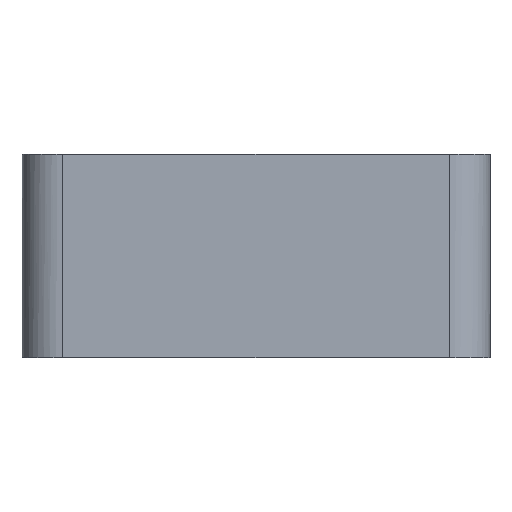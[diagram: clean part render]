
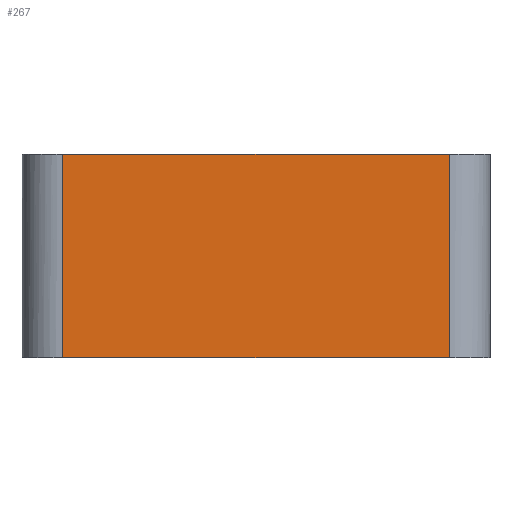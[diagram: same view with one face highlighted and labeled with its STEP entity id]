
A CAD part, left-side view. The second image highlights one B-rep face of the part: STEP entity #267.
In plain terms, the highlighted free-form (B-spline) face has degree [1, 1] with [2, 2] control points.
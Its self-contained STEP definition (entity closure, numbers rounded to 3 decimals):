
#45 = CARTESIAN_POINT ( 'NONE',  ( -58.155, 87.335, 50. ) ) ;
#72 = CARTESIAN_POINT ( 'NONE',  ( -58.155, -7.665, 0. ) ) ;
#80 = CARTESIAN_POINT ( 'NONE',  ( -58.155, -7.665, 0. ) ) ;
#93 = B_SPLINE_CURVE_WITH_KNOTS ( 'NONE', 1,
 ( #572, #116 ),
 .UNSPECIFIED., .F., .F.,
 ( 2, 2 ),
 ( 0., 1. ),
 .UNSPECIFIED. ) ;
#97 = EDGE_CURVE ( 'NONE', #247, #634, #93, .T. ) ;
#98 = ORIENTED_EDGE ( 'NONE', *, *, #612, .F. ) ;
#116 = CARTESIAN_POINT ( 'NONE',  ( -58.155, -7.665, 50. ) ) ;
#164 = CARTESIAN_POINT ( 'NONE',  ( -58.155, 87.335, 0. ) ) ;
#185 = B_SPLINE_CURVE_WITH_KNOTS ( 'NONE', 1,
 ( #643, #72 ),
 .UNSPECIFIED., .F., .F.,
 ( 2, 2 ),
 ( -1., 0. ),
 .UNSPECIFIED. ) ;
#208 = FACE_OUTER_BOUND ( 'NONE', #282, .T. ) ;
#218 = CARTESIAN_POINT ( 'NONE',  ( -58.155, 87.335, 0. ) ) ;
#247 = VERTEX_POINT ( 'NONE', #544 ) ;
#267 = ADVANCED_FACE ( 'NONE', ( #208 ), #270, .F. ) ;
#270 = B_SPLINE_SURFACE_WITH_KNOTS ( 'NONE', 1, 1, ( 
 ( #80, #307 ),
 ( #218, #571 ) ),
 .UNSPECIFIED., .F., .F., .F.,
 ( 2, 2 ),
 ( 2, 2 ),
 ( 0., 1. ),
 ( 0., 1. ),
 .UNSPECIFIED. ) ;
#274 = CARTESIAN_POINT ( 'NONE',  ( -58.155, -7.665, 0. ) ) ;
#282 = EDGE_LOOP ( 'NONE', ( #313, #569, #617, #98 ) ) ;
#299 = EDGE_CURVE ( 'NONE', #247, #320, #550, .T. ) ;
#307 = CARTESIAN_POINT ( 'NONE',  ( -58.155, -7.665, 50. ) ) ;
#313 = ORIENTED_EDGE ( 'NONE', *, *, #417, .F. ) ;
#320 = VERTEX_POINT ( 'NONE', #164 ) ;
#332 = VERTEX_POINT ( 'NONE', #274 ) ;
#417 = EDGE_CURVE ( 'NONE', #634, #332, #185, .T. ) ;
#419 = CARTESIAN_POINT ( 'NONE',  ( -58.155, 87.335, 0. ) ) ;
#512 = B_SPLINE_CURVE_WITH_KNOTS ( 'NONE', 1,
 ( #556, #419 ),
 .UNSPECIFIED., .F., .F.,
 ( 2, 2 ),
 ( 0., 1. ),
 .UNSPECIFIED. ) ;
#544 = CARTESIAN_POINT ( 'NONE',  ( -58.155, 87.335, 50. ) ) ;
#550 = B_SPLINE_CURVE_WITH_KNOTS ( 'NONE', 1,
 ( #45, #566 ),
 .UNSPECIFIED., .F., .F.,
 ( 2, 2 ),
 ( 0., 1. ),
 .UNSPECIFIED. ) ;
#553 = CARTESIAN_POINT ( 'NONE',  ( -58.155, -7.665, 50. ) ) ;
#556 = CARTESIAN_POINT ( 'NONE',  ( -58.155, -7.665, 0. ) ) ;
#566 = CARTESIAN_POINT ( 'NONE',  ( -58.155, 87.335, 0. ) ) ;
#569 = ORIENTED_EDGE ( 'NONE', *, *, #97, .F. ) ;
#571 = CARTESIAN_POINT ( 'NONE',  ( -58.155, 87.335, 50. ) ) ;
#572 = CARTESIAN_POINT ( 'NONE',  ( -58.155, 87.335, 50. ) ) ;
#612 = EDGE_CURVE ( 'NONE', #332, #320, #512, .T. ) ;
#617 = ORIENTED_EDGE ( 'NONE', *, *, #299, .T. ) ;
#634 = VERTEX_POINT ( 'NONE', #553 ) ;
#643 = CARTESIAN_POINT ( 'NONE',  ( -58.155, -7.665, 50. ) ) ;
